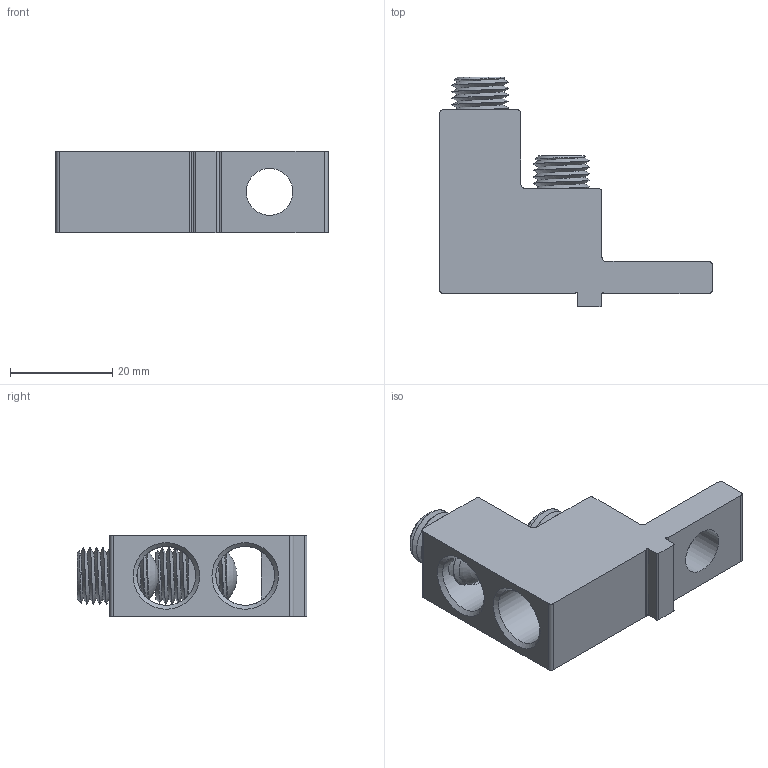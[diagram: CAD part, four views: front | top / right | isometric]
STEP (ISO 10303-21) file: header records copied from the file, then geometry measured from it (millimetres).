
FILE_DESCRIPTION(/* description */ (''),/* implementation_level */ '2;1');
FILE_NAME(/* name */ '2S2-0-TP-STK2-36-40-HEX.stp',/* time_stamp */ '2022-08-22T10:56:19-04:00',/* author */ ('dhiltner'),/* organization */ ('IHI Connectors'),/* preprocessor_version */ 'ST-DEVELOPER v18.1',/* originating_system */ 'Autodesk Inventor 2022',/* authorisation */ '');
FILE_SCHEMA (('AUTOMOTIVE_DESIGN { 1 0 10303 214 3 1 1 }'));
Length unit declared in the file: inch
Products named in the file (3): 2S2-0-TP-STK2-36-40-HEX; 11703; 2S2-0-TP-STK2-36-40
Assembly tree (3 placements, depth 2):
  2S2-0-TP-STK2-36-40-HEX
    11703  x2
    2S2-0-TP-STK2-36-40
Bounding box: 53.34 x 44.96 x 15.88 mm (x, y, z)
Volume: 12299.2 mm3; surface area: 8680.3 mm2
Topology: 3 solids, 3 shells, 109 faces, 311 edges, 206 vertices
Faces by surface type: cylinder 49, plane 34, cone 18, sphere 4, bspline 4
Full cylindrical faces by diameter (mm): 4.648 x2, 9.144 x1, 9.728 x2, 11.079 x18, 11.506 x2
Entity records: 5211 total; most frequent: CARTESIAN_POINT 3088, ORIENTED_EDGE 448, DIRECTION 392, EDGE_CURVE 224, VERTEX_POINT 150, AXIS2_PLACEMENT_3D 146, LINE 100, VECTOR 100
